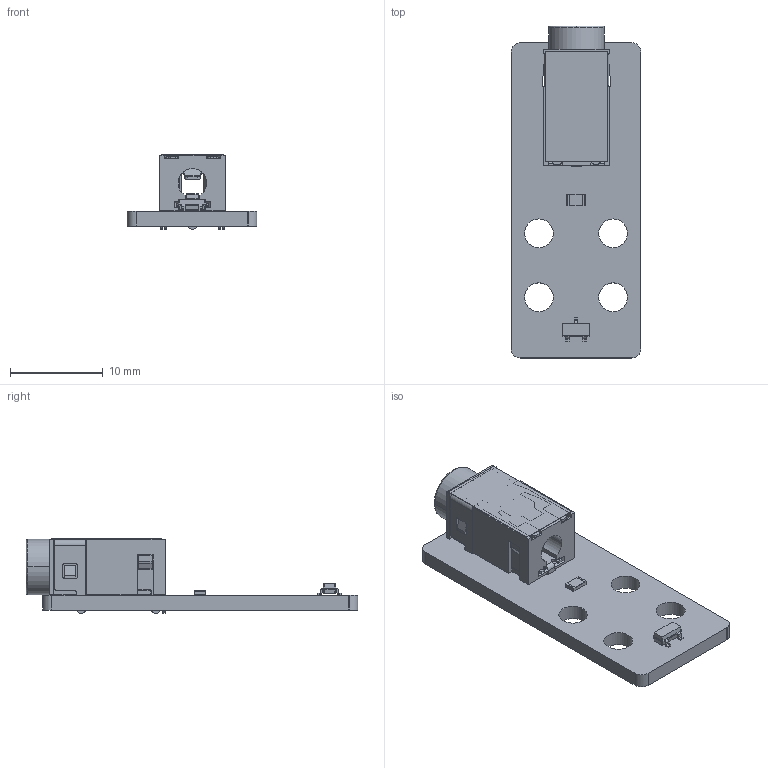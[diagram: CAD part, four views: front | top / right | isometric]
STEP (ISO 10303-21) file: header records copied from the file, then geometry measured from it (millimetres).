
FILE_DESCRIPTION(('KiCad electronic assembly'),'2;1');
FILE_NAME('HallSensorTest1.step','2025-03-27T20:24:58',('Pcbnew'),( 'Kicad'),'Open CASCADE STEP processor 7.8','KiCad to STEP converter' ,'Unknown');
FILE_SCHEMA(('AUTOMOTIVE_DESIGN { 1 0 10303 214 1 1 1 1 }'));
Length unit declared in the file: millimetre
Products named in the file (8): HallSensorTest1 1; 54-00174; SOT-23; SOT_23; R_0805_2012Metric; HallSensor_PCB
Assembly tree (7 placements, depth 3):
  HallSensorTest1 1
    54-00174
      54-00174
    SOT-23
      SOT_23
    R_0805_2012Metric
      R_0805_2012Metric
    HallSensor_PCB
Bounding box: 14 x 35.79 x 8.05 mm (x, y, z)
Volume: 1061.3 mm3; surface area: 2602.9 mm2
Topology: 9 solids, 9 shells, 619 faces, 1667 edges, 1062 vertices
Faces by surface type: plane 403, cylinder 158, bspline 47, cone 5, revolution 4, torus 2
Full cylindrical faces by diameter (mm): 1.194 x2, 3.1 x4
Entity records: 20465 total; most frequent: CARTESIAN_POINT 4043, ORIENTED_EDGE 3334, DIRECTION 3070, EDGE_CURVE 1667, LINE 1264, VECTOR 1264, VERTEX_POINT 1062, AXIS2_PLACEMENT_3D 901
